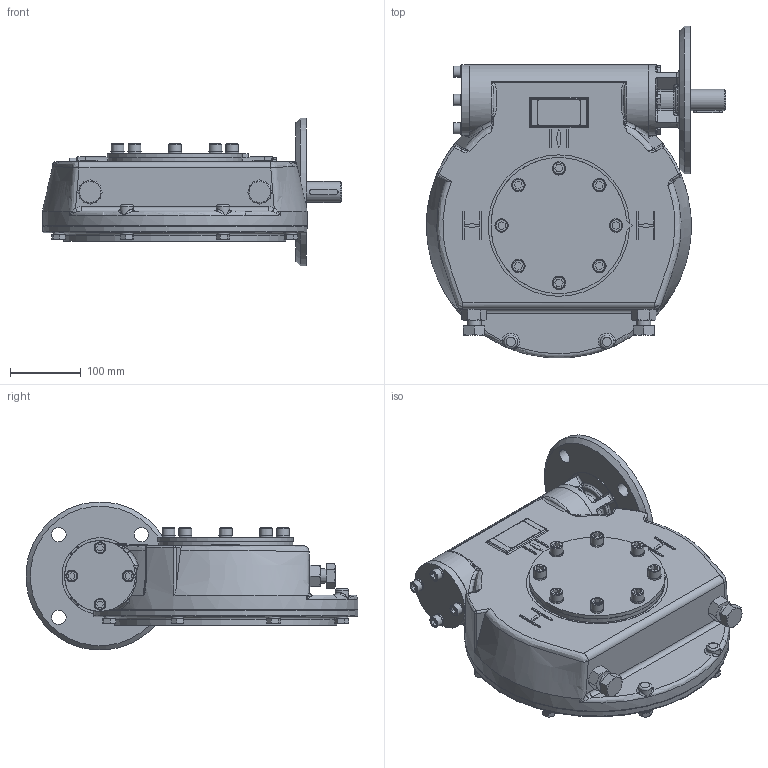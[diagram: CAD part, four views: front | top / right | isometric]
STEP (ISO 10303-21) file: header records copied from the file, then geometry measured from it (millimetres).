
FILE_DESCRIPTION(/* description */ ('Unknown'),/* implementation_level */ '2;1');
FILE_NAME(/* name */ 'PUB-IW63FB-F16-F16',/* time_stamp */ '2016-07-08T11:43:17+01:00',/* author */ ('Unknown'),/* organization */ ('Unknown'),/* preprocessor_version */ 'ST-DEVELOPER v16',/* originating_system */ 'DEX',/* authorisation */ $);
FILE_SCHEMA (('AUTOMOTIVE_DESIGN {1 0 10303 214 3 1 1}'));
Length unit declared in the file: millimetre
Products named in the file (1): PUB-IW63FB-F16-F16
Bounding box: 423.23 x 469.53 x 209.2 mm (x, y, z)
Surface area: 647589.9 mm2 (no closed solid volume)
Topology: 0 solids, 65 shells, 779 faces, 2053 edges, 1343 vertices
Faces by surface type: plane 356, cylinder 149, cone 135, bspline 69, torus 36, sphere 34
Full cylindrical faces by diameter (mm): 11 x8, 16 x4, 16.299 x7, 16.6 x12, 18 x8, 19 x10, 20 x2, 20.5 x4, 21 x4, 30 x1, 100 x2, 108 x1, 130 x2, 190 x1, 200.25 x1, 210 x1
Entity records: 38529 total; most frequent: CARTESIAN_POINT 18886, ORIENTED_EDGE 3339, DIRECTION 3308, EDGE_CURVE 1869, AXIS2_PLACEMENT_3D 1329, VERTEX_POINT 1306, FACE_BOUND 1068, EDGE_LOOP 1064
